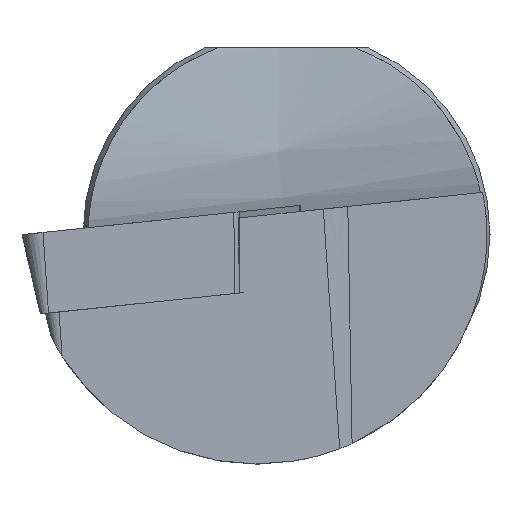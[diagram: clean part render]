
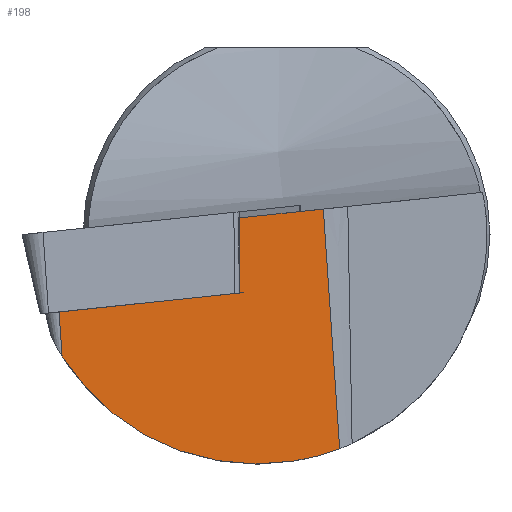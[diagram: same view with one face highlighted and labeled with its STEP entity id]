
A CAD part, left-side view. The second image highlights one B-rep face of the part: STEP entity #198.
In plain terms, the highlighted planar face has unit normal (-0.947, -0.308, -0.09).
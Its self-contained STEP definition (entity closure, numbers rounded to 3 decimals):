
#158=ELLIPSE('',#722,11.931,11.3);
#198=ADVANCED_FACE('',(#249),#228,.T.);
#228=PLANE('',#723);
#249=FACE_OUTER_BOUND('',#282,.T.);
#282=EDGE_LOOP('',(#359,#360,#361,#362,#363,#364));
#359=ORIENTED_EDGE('',*,*,#564,.F.);
#360=ORIENTED_EDGE('',*,*,#565,.F.);
#361=ORIENTED_EDGE('',*,*,#566,.F.);
#362=ORIENTED_EDGE('',*,*,#567,.T.);
#363=ORIENTED_EDGE('',*,*,#568,.T.);
#364=ORIENTED_EDGE('',*,*,#569,.F.);
#499=VERTEX_POINT('',#987);
#500=VERTEX_POINT('',#988);
#501=VERTEX_POINT('',#990);
#502=VERTEX_POINT('',#992);
#503=VERTEX_POINT('',#994);
#504=VERTEX_POINT('',#996);
#564=EDGE_CURVE('',#499,#500,#640,.T.);
#565=EDGE_CURVE('',#501,#499,#641,.T.);
#566=EDGE_CURVE('',#502,#501,#642,.T.);
#567=EDGE_CURVE('',#502,#503,#158,.T.);
#568=EDGE_CURVE('',#503,#504,#643,.T.);
#569=EDGE_CURVE('',#500,#504,#644,.T.);
#640=LINE('',#986,#680);
#641=LINE('',#989,#681);
#642=LINE('',#991,#682);
#643=LINE('',#995,#683);
#644=LINE('',#997,#684);
#680=VECTOR('',#822,1.);
#681=VECTOR('',#823,1.);
#682=VECTOR('',#824,1.);
#683=VECTOR('',#827,1.);
#684=VECTOR('',#828,1.);
#722=AXIS2_PLACEMENT_3D('',#993,#825,#826);
#723=AXIS2_PLACEMENT_3D('',#998,#829,#830);
#822=DIRECTION('',(-0.097,0.007,0.995));
#823=DIRECTION('',(0.299,-0.949,0.1));
#824=DIRECTION('',(-0.116,0.067,0.991));
#825=DIRECTION('',(-0.947,-0.308,-0.09));
#826=DIRECTION('',(0.321,-0.909,-0.266));
#827=DIRECTION('',(-0.116,0.067,0.991));
#828=DIRECTION('',(0.299,-0.949,0.1));
#829=DIRECTION('',(-0.947,-0.308,-0.09));
#830=DIRECTION('',(-0.309,0.951,0.));
#986=CARTESIAN_POINT('',(3.231,2.349,0.491));
#987=CARTESIAN_POINT('',(3.562,2.325,-2.894));
#988=CARTESIAN_POINT('',(3.202,2.352,0.793));
#989=CARTESIAN_POINT('',(0.77,11.18,-3.825));
#990=CARTESIAN_POINT('',(0.77,11.18,-3.825));
#991=CARTESIAN_POINT('',(0.305,11.45,0.139));
#992=CARTESIAN_POINT('',(1.024,11.032,-5.989));
#993=CARTESIAN_POINT('',(3.571,1.45,0.));
#994=CARTESIAN_POINT('',(5.896,-2.611,-10.545));
#995=CARTESIAN_POINT('',(4.479,-1.788,1.53));
#996=CARTESIAN_POINT('',(4.514,-1.809,1.23));
#997=CARTESIAN_POINT('',(0.34,11.429,-0.161));
#998=CARTESIAN_POINT('',(0.305,11.45,0.139));
